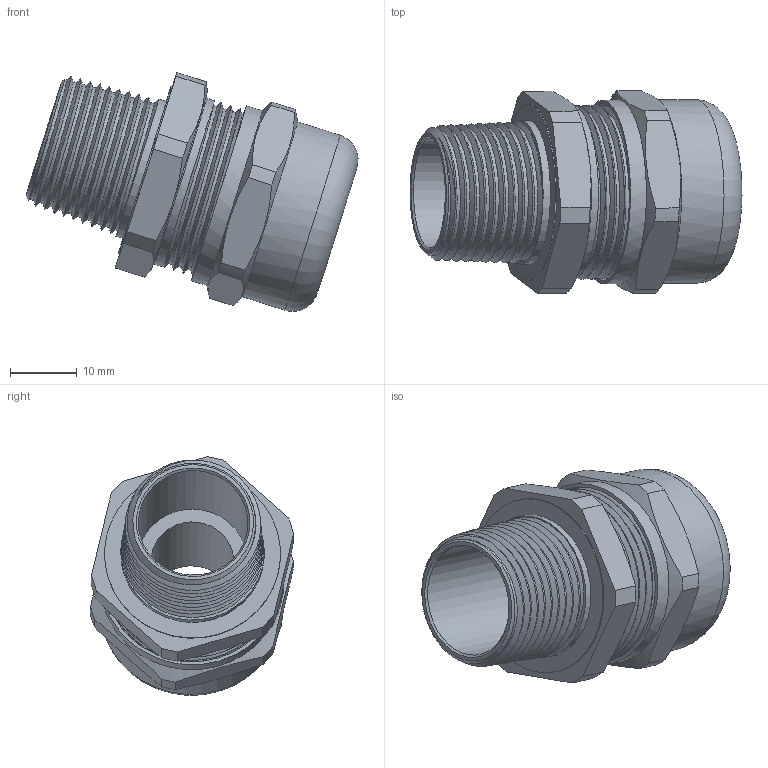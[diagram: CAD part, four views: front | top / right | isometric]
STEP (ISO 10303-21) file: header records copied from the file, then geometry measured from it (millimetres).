
FILE_DESCRIPTION(/* description */ ('E ALPHA X NPT 1/2", KB: 10-15 mm'),/* implementation_level */ '2;1');
FILE_NAME(/* name */ 'EBU12NBNC-RST.stp',/* time_stamp */ '2020-03-11T11:33:17+01:00',/* author */ ('sl'),/* organization */ (''),/* preprocessor_version */ 'ST-DEVELOPER v16.5',/* originating_system */ 'Autodesk Inventor 2017',/* authorisation */ '');
FILE_SCHEMA (('AUTOMOTIVE_DESIGN { 1 0 10303 214 3 1 1 }'));
Length unit declared in the file: millimetre
Products named in the file (6): EBU12NBNC; EBU12NBNC_1; EBU2NBNC; EBU12NBNC_2; EBU12NBNC_3; EBU12NBNC_4
Assembly tree (5 placements, depth 2):
  EBU12NBNC
    EBU12NBNC_1
    EBU2NBNC
    EBU12NBNC_2
    EBU12NBNC_3
    EBU12NBNC_4
Bounding box: 49.7 x 30.42 x 35.74 mm (x, y, z)
Volume: 13311.5 mm3; surface area: 17180.4 mm2
Topology: 5 solids, 5 shells, 351 faces, 983 edges, 649 vertices
Faces by surface type: plane 239, cone 62, cylinder 39, bspline 7, torus 4
Full cylindrical faces by diameter (mm): 12.38 x1, 14.6 x1, 14.74 x1, 16.42 x1, 17.63 x1, 18 x1, 18.39 x1, 20.7 x3, 21 x1, 21.5 x1, 24.05 x1, 24.97 x7, 26.1 x4, 26.36 x1, 27.5 x2
Entity records: 15405 total; most frequent: CARTESIAN_POINT 6562, DIRECTION 1972, ORIENTED_EDGE 1834, EDGE_CURVE 917, AXIS2_PLACEMENT_3D 865, VERTEX_POINT 621, EDGE_LOOP 384, FACE_OUTER_BOUND 340
